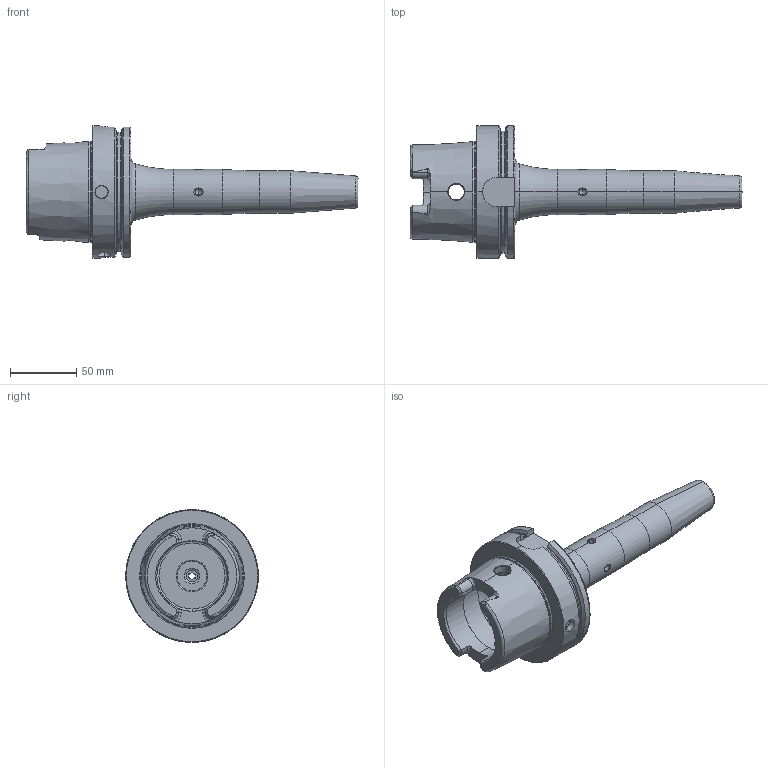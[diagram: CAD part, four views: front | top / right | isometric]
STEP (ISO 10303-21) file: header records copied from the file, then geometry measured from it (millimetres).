
FILE_DESCRIPTION (( 'STEP AP203' ), '1' );
FILE_NAME ('HA0.S12.K21.200.STEP', '2018-08-27T06:47:56', ( 'SWIAdmin' ), ( 'Hewlett-Packard Company' ), 'SwSTEP 2.0', 'SolidWorks 2017', '' );
FILE_SCHEMA (( 'CONFIG_CONTROL_DESIGN' ));
Length unit declared in the file: millimetre
Products named in the file (4): HA0-S12.K21.200_C_Fertigbearbeitung; ERU-CJ2.001.006; ERU-AN4.K01.020_A; HA0.S12.K21.200
Assembly tree (4 placements, depth 2):
  HA0.S12.K21.200
    HA0-S12.K21.200_C_Fertigbearbeitung
    ERU-CJ2.001.006  x2
    ERU-AN4.K01.020_A
Bounding box: 249.98 x 100 x 100 mm (x, y, z)
Volume: 377283.9 mm3; surface area: 74719.8 mm2
Topology: 4 solids, 4 shells, 299 faces, 747 edges, 449 vertices
Faces by surface type: plane 95, cylinder 86, cone 69, torus 45, bspline 4
Entity records: 10566 total; most frequent: CARTESIAN_POINT 3505, ORIENTED_EDGE 1406, DIRECTION 1386, EDGE_CURVE 703, AXIS2_PLACEMENT_3D 546, VERTEX_POINT 429, EDGE_LOOP 300, VECTOR 294
